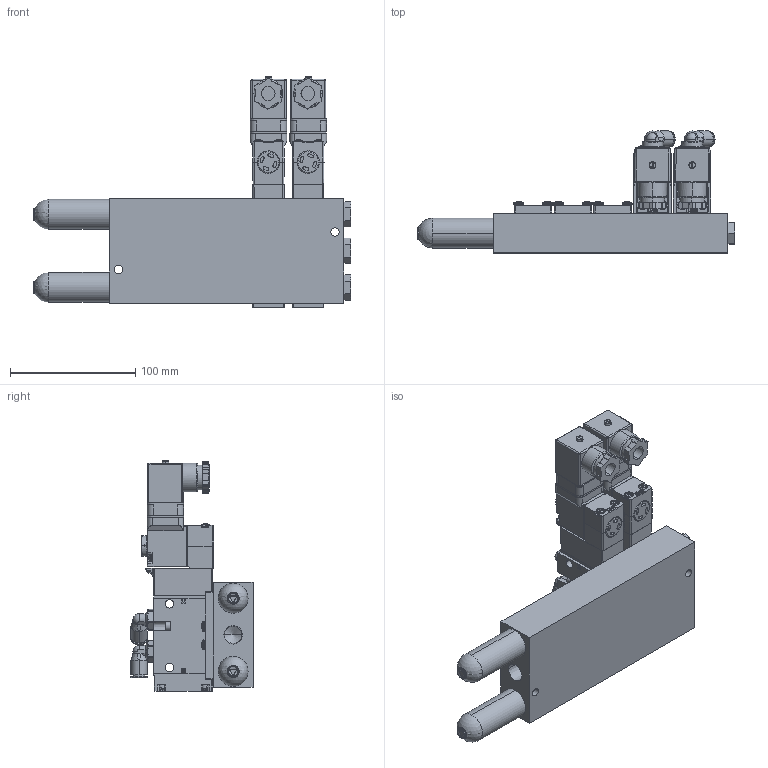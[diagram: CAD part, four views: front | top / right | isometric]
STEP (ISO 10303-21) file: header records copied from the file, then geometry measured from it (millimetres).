
FILE_DESCRIPTION((''),'2;1');
FILE_NAME('ILCP7101212','2024-02-21T07:51:26',('BCoats'),(''),'CREO PARAMETRIC BY PTC INC, 2021164','CREO PARAMETRIC BY PTC INC, 2021164','');
FILE_SCHEMA(('AUTOMOTIVE_DESIGN { 1 0 10303 214 1 1 1 1 }'));
Products named in the file (1): ILCP7101212
Bounding box: 253.94 x 97.46 x 184.1 mm (x, y, z)
Volume: 1027779.6 mm3; surface area: 146923.2 mm2
Topology: 3 solids, 3 shells, 3024 faces, 8100 edges, 5279 vertices
Faces by surface type: plane 1584, cylinder 726, extrusion 284, cone 146, bspline 118, torus 84, sphere 50, revolution 32
Entity records: 139947 total; most frequent: CARTESIAN_POINT 46307, ORIENTED_EDGE 16132, DIRECTION 14019, EDGE_CURVE 8066, VERTEX_POINT 5275, VECTOR 4912, LINE 4628, AXIS2_PLACEMENT_3D 4536
